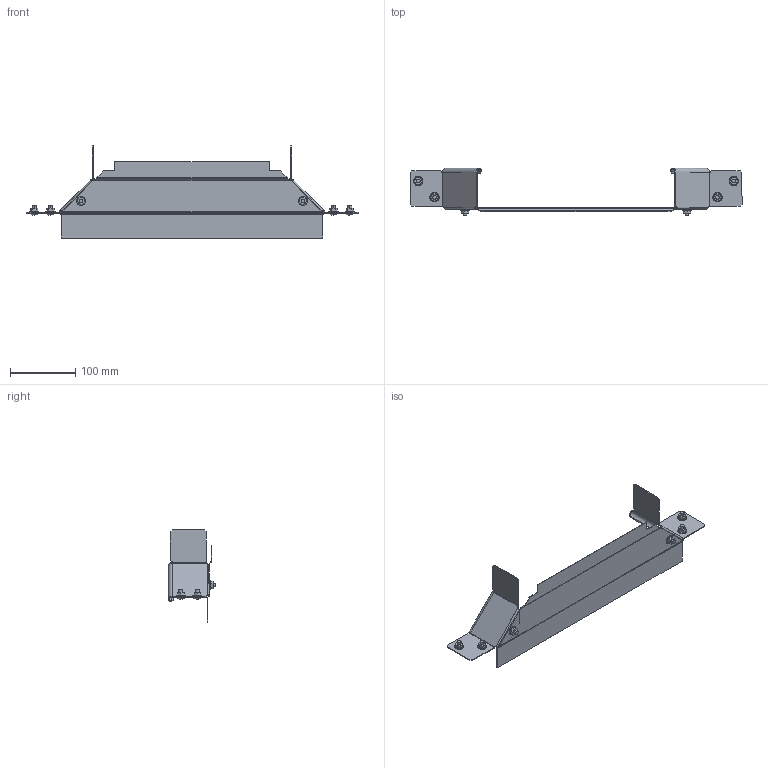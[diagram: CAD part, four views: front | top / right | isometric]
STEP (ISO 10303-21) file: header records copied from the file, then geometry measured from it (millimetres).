
FILE_DESCRIPTION (( 'STEP AP214' ), '1' );
FILE_NAME ('7136141.stp', '2016-11-29T07:58:48', ( '' ), ( '' ), 'SwSTEP 2.0', 'SolidWorks 2016', '' );
FILE_SCHEMA (( 'AUTOMOTIVE_DESIGN' ));
Length unit declared in the file: millimetre
Products named in the file (5): 009561_Hexagon Flange Nut DIN 6923 - M6 - C; KTS 14.001-017_M8x25-; KTS 07.047-001_Winkelverbinder 90ø; 011463_Bodenblech 300; 7136141
Assembly tree (15 placements, depth 2):
  7136141
    011463_Bodenblech 300
    KTS 07.047-001_Winkelverbinder 90ø  x2
    KTS 14.001-017_M8x25-  x6
    009561_Hexagon Flange Nut DIN 6923 - M6 - C  x6
Bounding box: 507.83 x 72.79 x 140.94 mm (x, y, z)
Volume: 77878.6 mm3; surface area: 138540.9 mm2
Topology: 15 solids, 15 shells, 314 faces, 702 edges, 430 vertices
Faces by surface type: plane 200, cylinder 64, bspline 14, sphere 12, cone 12, torus 12
Entity records: 3788 total; most frequent: CARTESIAN_POINT 868, ORIENTED_EDGE 556, DIRECTION 540, EDGE_CURVE 278, LINE 186, VECTOR 186, AXIS2_PLACEMENT_3D 177, VERTEX_POINT 163
